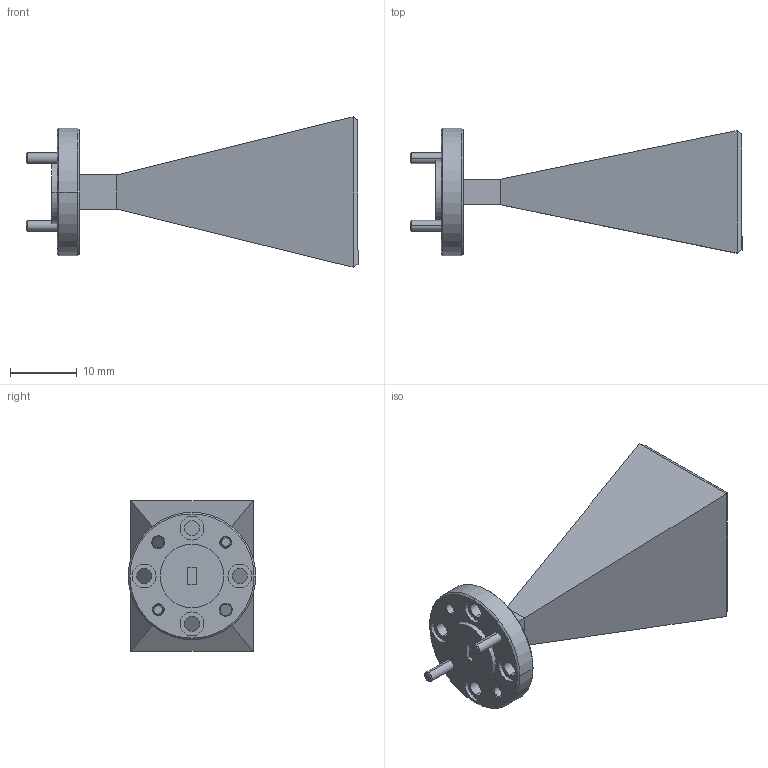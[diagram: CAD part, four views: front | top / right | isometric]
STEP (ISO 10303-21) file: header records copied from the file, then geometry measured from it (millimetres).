
FILE_DESCRIPTION (( 'STEP AP203' ), '1' );
FILE_NAME ('SAR-2309-10-S2, CTRLD.STEP', '2017-06-09T16:34:15', ( '' ), ( '' ), 'SwSTEP 2.0', 'SolidWorks 2013', '' );
FILE_SCHEMA (( 'CONFIG_CONTROL_DESIGN' ));
Length unit declared in the file: inch
Products named in the file (1): SAR-2309-10-S2, CTRLD
Bounding box: 49.59 x 19.05 x 22.47 mm (x, y, z)
Volume: 7453.2 mm3; surface area: 3303.6 mm2
Topology: 3 solids, 3 shells, 81 faces, 184 edges, 116 vertices
Faces by surface type: cylinder 32, plane 29, cone 20
Entity records: 2393 total; most frequent: DIRECTION 436, CARTESIAN_POINT 382, ORIENTED_EDGE 368, EDGE_CURVE 184, AXIS2_PLACEMENT_3D 170, VERTEX_POINT 116, EDGE_LOOP 104, LINE 96
